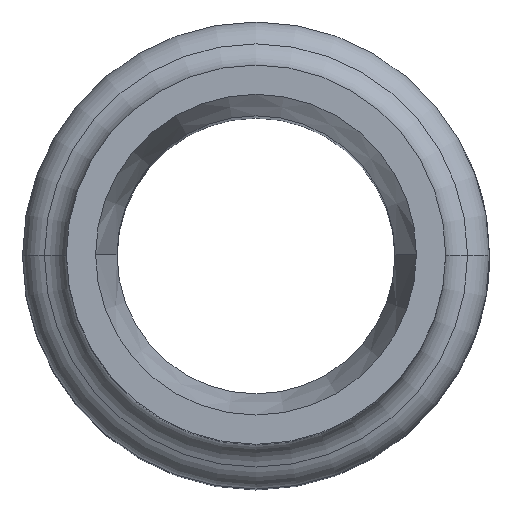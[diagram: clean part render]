
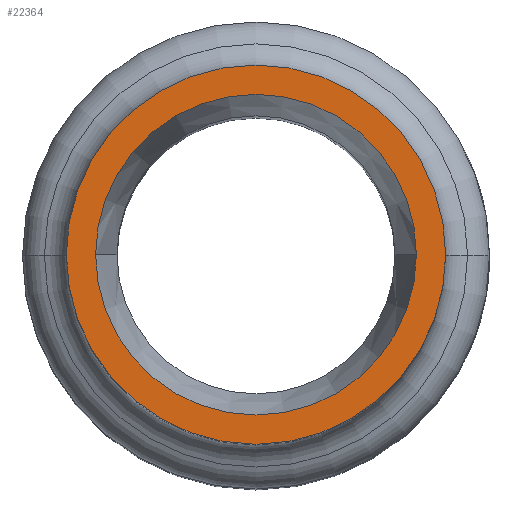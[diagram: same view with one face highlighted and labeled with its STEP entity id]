
A CAD part, top view. The second image highlights one B-rep face of the part: STEP entity #22364.
In plain terms, the highlighted planar face has unit normal (0, 0, 1).
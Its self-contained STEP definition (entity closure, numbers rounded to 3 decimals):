
#1731 = AXIS2_PLACEMENT_3D ( 'NONE', #6490, #14999, #15270 ) ;
#2106 = AXIS2_PLACEMENT_3D ( 'NONE', #3748, #11888, #20124 ) ;
#3748 = CARTESIAN_POINT ( 'NONE',  ( 0., 0., 0. ) ) ;
#4687 = AXIS2_PLACEMENT_3D ( 'NONE', #9701, #21869, #17938 ) ;
#4982 = EDGE_CURVE ( 'NONE', #13705, #6843, #13773, .T. ) ;
#5575 = DIRECTION ( 'NONE',  ( 0., 0., -1. ) ) ;
#5716 = FACE_OUTER_BOUND ( 'NONE', #19413, .T. ) ;
#5851 = DIRECTION ( 'NONE',  ( -1., 0., 0. ) ) ;
#6490 = CARTESIAN_POINT ( 'NONE',  ( 0., 0., 0. ) ) ;
#6843 = VERTEX_POINT ( 'NONE', #9674 ) ;
#7201 = EDGE_CURVE ( 'NONE', #6843, #13705, #25476, .T. ) ;
#8140 = EDGE_CURVE ( 'NONE', #10632, #12198, #19853, .T. ) ;
#8844 = CARTESIAN_POINT ( 'NONE',  ( 0., 0., 0. ) ) ;
#9590 = CARTESIAN_POINT ( 'NONE',  ( 14.25, 0., 0. ) ) ;
#9674 = CARTESIAN_POINT ( 'NONE',  ( -16.85, 0., 0. ) ) ;
#9701 = CARTESIAN_POINT ( 'NONE',  ( 0., 0., 0. ) ) ;
#9910 = FACE_BOUND ( 'NONE', #10027, .T. ) ;
#10027 = EDGE_LOOP ( 'NONE', ( #26717, #24949 ) ) ;
#10264 = ORIENTED_EDGE ( 'NONE', *, *, #7201, .T. ) ;
#10430 = CIRCLE ( 'NONE', #1731, 14.25 ) ;
#10632 = VERTEX_POINT ( 'NONE', #9590 ) ;
#11888 = DIRECTION ( 'NONE',  ( 0., 0., 1. ) ) ;
#11944 = CARTESIAN_POINT ( 'NONE',  ( 0., 15.25, 0. ) ) ;
#12198 = VERTEX_POINT ( 'NONE', #15038 ) ;
#13705 = VERTEX_POINT ( 'NONE', #21153 ) ;
#13773 = CIRCLE ( 'NONE', #4687, 16.85 ) ;
#14099 = PLANE ( 'NONE',  #14307 ) ;
#14307 = AXIS2_PLACEMENT_3D ( 'NONE', #11944, #5575, #5851 ) ;
#14999 = DIRECTION ( 'NONE',  ( 0., 0., 1. ) ) ;
#15038 = CARTESIAN_POINT ( 'NONE',  ( -14.25, 0., 0. ) ) ;
#15270 = DIRECTION ( 'NONE',  ( 1., 0., 0. ) ) ;
#17082 = DIRECTION ( 'NONE',  ( 1., 0., 0. ) ) ;
#17938 = DIRECTION ( 'NONE',  ( 1., 0., 0. ) ) ;
#19413 = EDGE_LOOP ( 'NONE', ( #22504, #10264 ) ) ;
#19853 = CIRCLE ( 'NONE', #2106, 14.25 ) ;
#20124 = DIRECTION ( 'NONE',  ( 1., 0., 0. ) ) ;
#21153 = CARTESIAN_POINT ( 'NONE',  ( 16.85, 0., 0. ) ) ;
#21761 = EDGE_CURVE ( 'NONE', #12198, #10632, #10430, .T. ) ;
#21869 = DIRECTION ( 'NONE',  ( 0., 0., 1. ) ) ;
#22364 = ADVANCED_FACE ( 'NONE', ( #9910, #5716 ), #14099, .F. ) ;
#22504 = ORIENTED_EDGE ( 'NONE', *, *, #4982, .T. ) ;
#24949 = ORIENTED_EDGE ( 'NONE', *, *, #21761, .F. ) ;
#25073 = DIRECTION ( 'NONE',  ( 0., 0., 1. ) ) ;
#25476 = CIRCLE ( 'NONE', #26795, 16.85 ) ;
#26717 = ORIENTED_EDGE ( 'NONE', *, *, #8140, .F. ) ;
#26795 = AXIS2_PLACEMENT_3D ( 'NONE', #8844, #25073, #17082 ) ;
